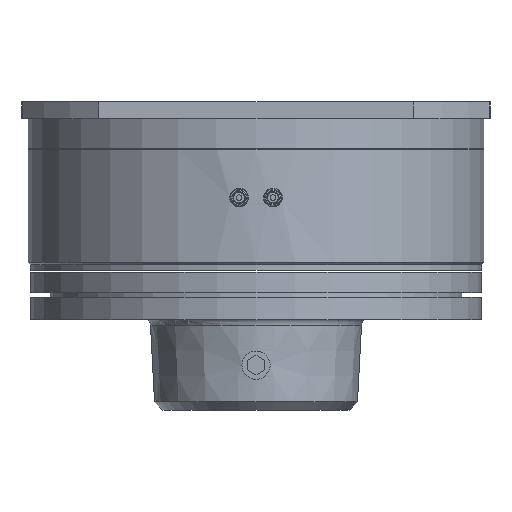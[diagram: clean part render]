
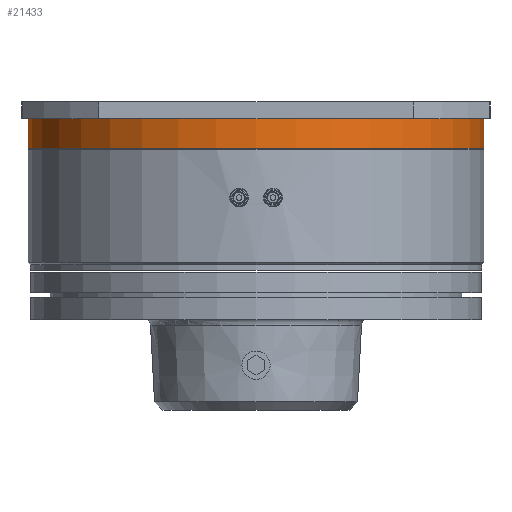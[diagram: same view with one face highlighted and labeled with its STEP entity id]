
A CAD part, front view. The second image highlights one B-rep face of the part: STEP entity #21433.
In plain terms, the highlighted cylindrical face has radius 40.4 mm (diameter 80.8 mm), a partial arc.
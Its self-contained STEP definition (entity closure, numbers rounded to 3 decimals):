
#922 = DIRECTION ( 'NONE',  ( -1., 0., 0. ) ) ;
#1577 = LINE ( 'NONE', #26260, #19069 ) ;
#1744 = EDGE_CURVE ( 'NONE', #16065, #15123, #1577, .T. ) ;
#2701 = CARTESIAN_POINT ( 'NONE',  ( 0., 0., -8.2 ) ) ;
#3687 = AXIS2_PLACEMENT_3D ( 'NONE', #9236, #9502, #19546 ) ;
#4106 = EDGE_LOOP ( 'NONE', ( #15709, #19845, #21529, #15030 ) ) ;
#4694 = AXIS2_PLACEMENT_3D ( 'NONE', #19512, #13545, #922 ) ;
#5848 = DIRECTION ( 'NONE',  ( 0., 0., -1. ) ) ;
#7312 = CIRCLE ( 'NONE', #4694, 40.4 ) ;
#7750 = LINE ( 'NONE', #13868, #10144 ) ;
#7945 = DIRECTION ( 'NONE',  ( 0., 0., -1. ) ) ;
#9236 = CARTESIAN_POINT ( 'NONE',  ( 0., 0., -7.878 ) ) ;
#9502 = DIRECTION ( 'NONE',  ( 0., 0., -1. ) ) ;
#9846 = VERTEX_POINT ( 'NONE', #10612 ) ;
#10144 = VECTOR ( 'NONE', #5848, 1000. ) ;
#10612 = CARTESIAN_POINT ( 'NONE',  ( -40.4, 0., -8.2 ) ) ;
#12084 = CARTESIAN_POINT ( 'NONE',  ( -40.4, 0., -3. ) ) ;
#12766 = DIRECTION ( 'NONE',  ( 0., 0., -1. ) ) ;
#13545 = DIRECTION ( 'NONE',  ( 0., 0., -1. ) ) ;
#13868 = CARTESIAN_POINT ( 'NONE',  ( -40.4, 0., -7.878 ) ) ;
#14772 = DIRECTION ( 'NONE',  ( -1., 0., 0. ) ) ;
#15030 = ORIENTED_EDGE ( 'NONE', *, *, #16998, .F. ) ;
#15123 = VERTEX_POINT ( 'NONE', #21031 ) ;
#15709 = ORIENTED_EDGE ( 'NONE', *, *, #1744, .F. ) ;
#16065 = VERTEX_POINT ( 'NONE', #22267 ) ;
#16802 = EDGE_CURVE ( 'NONE', #23099, #9846, #7750, .T. ) ;
#16998 = EDGE_CURVE ( 'NONE', #15123, #9846, #17975, .T. ) ;
#17975 = CIRCLE ( 'NONE', #19264, 40.4 ) ;
#19069 = VECTOR ( 'NONE', #7945, 1000. ) ;
#19264 = AXIS2_PLACEMENT_3D ( 'NONE', #2701, #12766, #14772 ) ;
#19512 = CARTESIAN_POINT ( 'NONE',  ( 0., 0., -3. ) ) ;
#19546 = DIRECTION ( 'NONE',  ( -1., 0., 0. ) ) ;
#19845 = ORIENTED_EDGE ( 'NONE', *, *, #25263, .T. ) ;
#19950 = CYLINDRICAL_SURFACE ( 'NONE', #3687, 40.4 ) ;
#21031 = CARTESIAN_POINT ( 'NONE',  ( 40.4, 0., -8.2 ) ) ;
#21433 = ADVANCED_FACE ( 'NONE', ( #23590 ), #19950, .T. ) ;
#21529 = ORIENTED_EDGE ( 'NONE', *, *, #16802, .T. ) ;
#22267 = CARTESIAN_POINT ( 'NONE',  ( 40.4, 0., -3. ) ) ;
#23099 = VERTEX_POINT ( 'NONE', #12084 ) ;
#23590 = FACE_OUTER_BOUND ( 'NONE', #4106, .T. ) ;
#25263 = EDGE_CURVE ( 'NONE', #16065, #23099, #7312, .T. ) ;
#26260 = CARTESIAN_POINT ( 'NONE',  ( 40.4, 0., -7.878 ) ) ;
